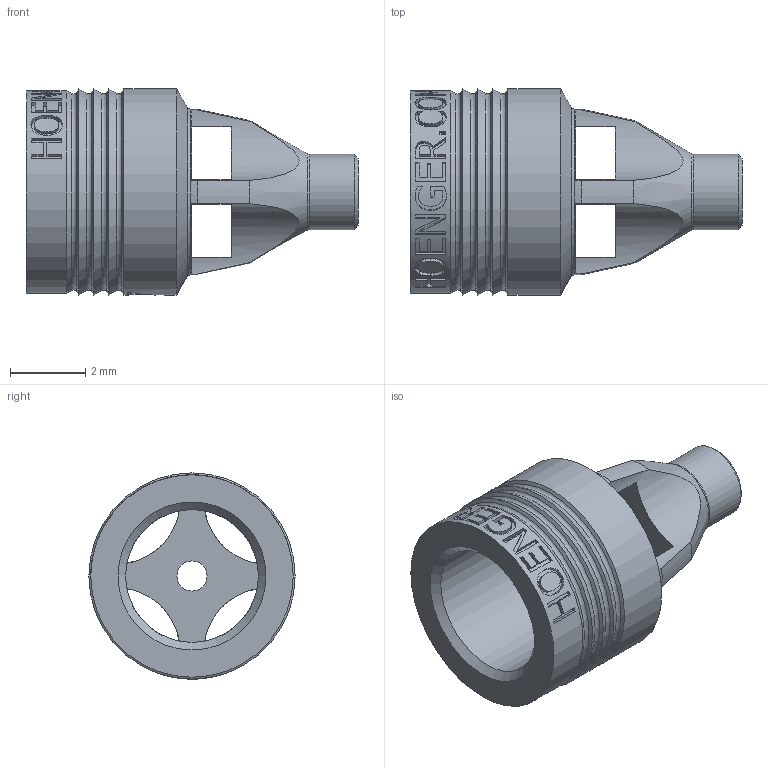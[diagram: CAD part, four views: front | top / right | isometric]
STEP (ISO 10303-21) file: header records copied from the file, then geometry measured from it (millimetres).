
FILE_DESCRIPTION(/* description */ ('Flex Check FF055_K275-XXX'),/* implementation_level */ '2;1');
FILE_NAME(/* name */ '395 010 509-FF055.stp',/* time_stamp */ '2017-05-31T17:31:22+02:00',/* author */ ('bruno.glinz'),/* organization */ ('Hoenger AG'),/* preprocessor_version */ 'ST-DEVELOPER v16.5',/* originating_system */ 'Autodesk Inventor 2017',/* authorisation */ '');
FILE_SCHEMA (('AUTOMOTIVE_DESIGN { 1 0 10303 214 3 1 1 }'));
Length unit declared in the file: millimetre
Products named in the file (1): 395 010 509-step
Bounding box: 8.82 x 5.48 x 5.48 mm (x, y, z)
Volume: 70.2 mm3; surface area: 209.8 mm2
Topology: 1 solids, 1 shells, 219 faces, 597 edges, 388 vertices
Faces by surface type: plane 89, bspline 80, cylinder 28, cone 16, torus 6
Full cylindrical faces by diameter (mm): 0.8 x1, 2 x1, 3.53 x1, 4.4 x1, 5.38 x1, 5.48 x1
Entity records: 8805 total; most frequent: CARTESIAN_POINT 3747, ORIENTED_EDGE 1146, DIRECTION 835, EDGE_CURVE 570, VERTEX_POINT 385, AXIS2_PLACEMENT_3D 291, EDGE_LOOP 261, LINE 253
